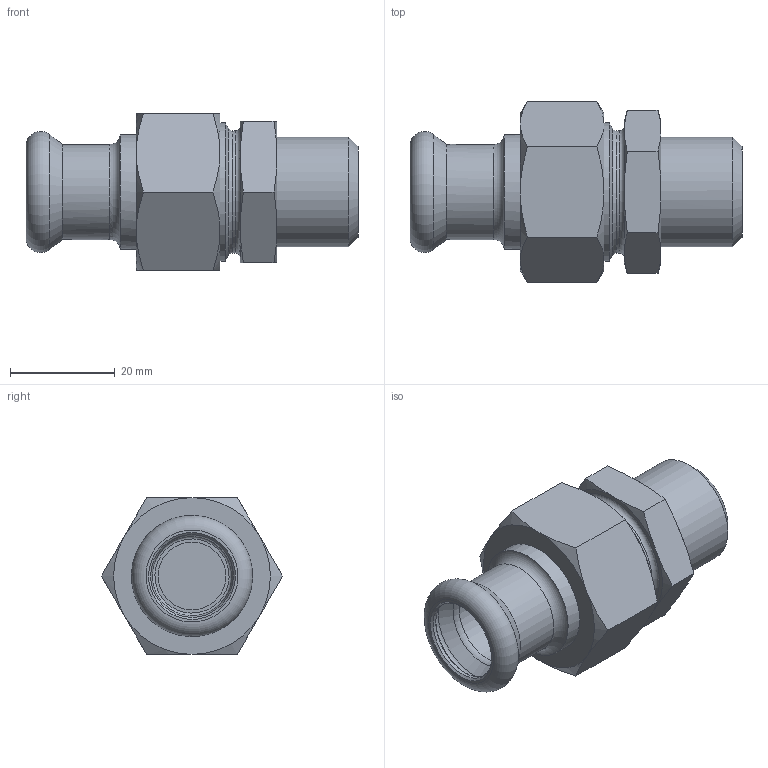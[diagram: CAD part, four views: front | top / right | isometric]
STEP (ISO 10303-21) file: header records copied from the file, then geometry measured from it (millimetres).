
FILE_DESCRIPTION(/* description */ (''),/* implementation_level */ '2;1');
FILE_NAME(/* name */ '45430.stp',/* time_stamp */ '2023-09-08T11:38:27+02:00',/* author */ ('JANAN'),/* organization */ (''),/* preprocessor_version */ 'ST-DEVELOPER v19.2',/* originating_system */ 'Autodesk Inventor 2023',/* authorisation */ '');
FILE_SCHEMA (('AUTOMOTIVE_DESIGN { 1 0 10303 214 3 1 1 }'));
Length unit declared in the file: millimetre
Products named in the file (1): tmp3743.tmp
Bounding box: 63.5 x 34.64 x 30 mm (x, y, z)
Volume: 22837.3 mm3; surface area: 8952.2 mm2
Topology: 1 solids, 1 shells, 68 faces, 146 edges, 88 vertices
Faces by surface type: cone 30, plane 22, cylinder 9, torus 7
Full cylindrical faces by diameter (mm): 13 x2, 15.2 x1, 15.8 x1, 18.2 x1, 20.955 x1, 22 x1, 23.4 x1, 26.441 x1
Entity records: 2055 total; most frequent: CARTESIAN_POINT 545, DIRECTION 299, ORIENTED_EDGE 292, EDGE_CURVE 146, AXIS2_PLACEMENT_3D 136, VERTEX_POINT 88, EDGE_LOOP 76, STYLED_ITEM 69
